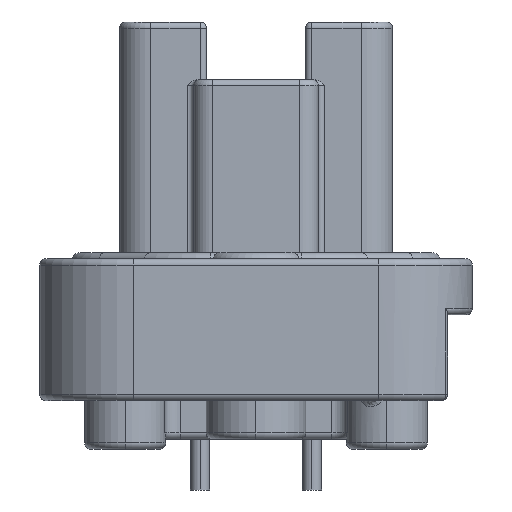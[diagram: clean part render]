
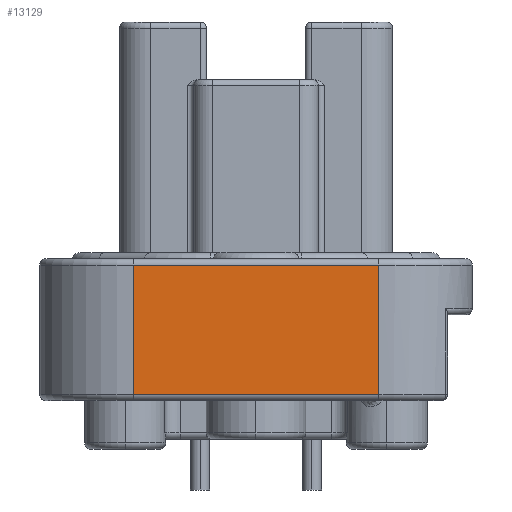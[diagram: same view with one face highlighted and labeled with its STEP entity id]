
A CAD part, left-side view. The second image highlights one B-rep face of the part: STEP entity #13129.
In plain terms, the highlighted planar face has unit normal (-1, 0, 0).
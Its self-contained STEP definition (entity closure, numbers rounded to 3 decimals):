
#887=DIRECTION('',(0.,0.,-1.));
#888=VECTOR('',#887,10.541);
#889=CARTESIAN_POINT('',(-29.604,10.008,-19.812));
#890=LINE('',#889,#888);
#2339=DIRECTION('',(0.,1.,0.));
#2340=VECTOR('',#2339,20.015);
#2341=CARTESIAN_POINT('',(-29.604,-10.008,-30.353));
#2342=LINE('',#2341,#2340);
#2343=DIRECTION('',(0.,-1.,0.));
#2344=VECTOR('',#2343,20.015);
#2345=CARTESIAN_POINT('',(-29.604,10.008,-19.812));
#2346=LINE('',#2345,#2344);
#2347=DIRECTION('',(0.,0.,-1.));
#2348=VECTOR('',#2347,10.541);
#2349=CARTESIAN_POINT('',(-29.604,-10.008,-19.812));
#2350=LINE('',#2349,#2348);
#8925=CARTESIAN_POINT('',(-29.604,10.008,-19.812));
#8926=CARTESIAN_POINT('',(-29.604,-10.008,-19.812));
#8927=VERTEX_POINT('',#8925);
#8928=VERTEX_POINT('',#8926);
#10534=CARTESIAN_POINT('',(-29.604,10.008,-30.353));
#10535=VERTEX_POINT('',#10534);
#10538=CARTESIAN_POINT('',(-29.604,-10.008,-30.353));
#10539=VERTEX_POINT('',#10538);
#13118=CARTESIAN_POINT('',(-29.604,-10.008,-19.304));
#13119=DIRECTION('',(-1.,0.,0.));
#13120=DIRECTION('',(0.,1.,0.));
#13121=AXIS2_PLACEMENT_3D('',#13118,#13119,#13120);
#13122=PLANE('',#13121);
#13123=ORIENTED_EDGE('',*,*,#13112,.T.);
#13124=ORIENTED_EDGE('',*,*,#11422,.F.);
#13125=ORIENTED_EDGE('',*,*,#11308,.T.);
#13126=ORIENTED_EDGE('',*,*,#13080,.T.);
#13127=EDGE_LOOP('',(#13123,#13124,#13125,#13126));
#13128=FACE_OUTER_BOUND('',#13127,.F.);
#11308=EDGE_CURVE('',#8927,#8928,#2346,.T.);
#11422=EDGE_CURVE('',#8927,#10535,#890,.T.);
#13080=EDGE_CURVE('',#8928,#10539,#2350,.T.);
#13112=EDGE_CURVE('',#10539,#10535,#2342,.T.);
#13129=ADVANCED_FACE('',(#13128),#13122,.T.);
